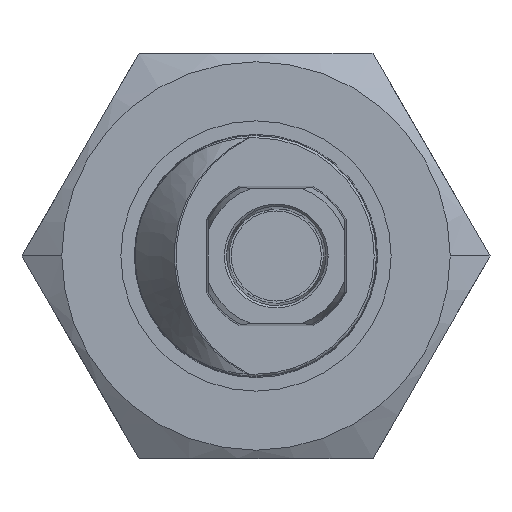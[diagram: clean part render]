
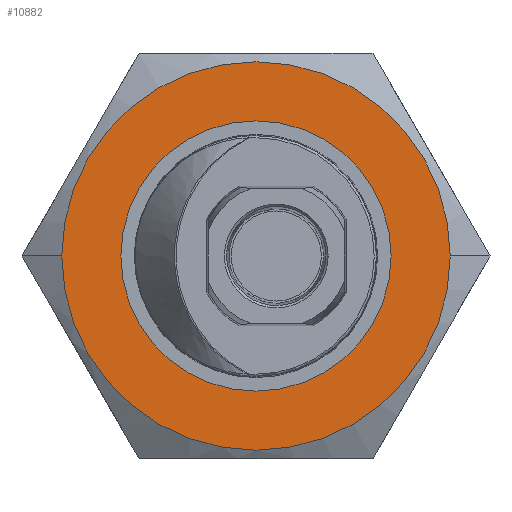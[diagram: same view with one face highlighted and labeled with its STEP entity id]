
A CAD part, front view. The second image highlights one B-rep face of the part: STEP entity #10882.
In plain terms, the highlighted planar face has unit normal (0, -1, 0).
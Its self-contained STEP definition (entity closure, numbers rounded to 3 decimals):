
#1083=CARTESIAN_POINT('',(-13.329,43.65,-11.108));
#1084=DIRECTION('',(0.,1.,0.));
#1085=DIRECTION('',(-1.,0.,0.));
#1086=AXIS2_PLACEMENT_3D('',#1083,#1084,#1085);
#1115=CARTESIAN_POINT('',(-13.329,43.65,-11.108));
#1116=DIRECTION('',(0.,1.,0.));
#1117=DIRECTION('',(1.,0.,0.));
#1118=AXIS2_PLACEMENT_3D('',#1115,#1116,#1117);
#1396=CARTESIAN_POINT('',(-13.329,43.65,-11.108));
#1397=DIRECTION('',(0.,1.,0.));
#1398=DIRECTION('',(-1.,0.,0.));
#1399=AXIS2_PLACEMENT_3D('',#1396,#1397,#1398);
#1401=CARTESIAN_POINT('',(-13.329,43.65,-11.108));
#1402=DIRECTION('',(0.,1.,0.));
#1403=DIRECTION('',(1.,0.,0.));
#1404=AXIS2_PLACEMENT_3D('',#1401,#1402,#1403);
#9146=CARTESIAN_POINT('',(-21.954,43.65,-11.108));
#9147=VERTEX_POINT('',#9146);
#9148=CARTESIAN_POINT('',(-4.704,43.65,-11.108));
#9149=VERTEX_POINT('',#9148);
#9154=CARTESIAN_POINT('',(-19.329,43.65,-11.108));
#9155=CARTESIAN_POINT('',(-7.329,43.65,-11.108));
#9156=VERTEX_POINT('',#9154);
#9157=VERTEX_POINT('',#9155);
#10869=CARTESIAN_POINT('',(-8.133,43.65,-2.108));
#10870=DIRECTION('',(0.,1.,0.));
#10871=DIRECTION('',(1.,0.,0.));
#10872=AXIS2_PLACEMENT_3D('',#10869,#10870,#10871);
#10873=PLANE('',#10872);
#10874=ORIENTED_EDGE('',*,*,#10849,.T.);
#10875=ORIENTED_EDGE('',*,*,#10859,.T.);
#10876=EDGE_LOOP('',(#10874,#10875));
#10877=FACE_OUTER_BOUND('',#10876,.F.);
#10878=ORIENTED_EDGE('',*,*,#10178,.F.);
#10879=ORIENTED_EDGE('',*,*,#10220,.F.);
#10880=EDGE_LOOP('',(#10878,#10879));
#10881=FACE_BOUND('',#10880,.F.);
#10882=ADVANCED_FACE('',(#10877,#10881),#10873,.F.);
#1087=CIRCLE('',#1086,6.);
#1119=CIRCLE('',#1118,6.);
#1400=CIRCLE('',#1399,8.625);
#1405=CIRCLE('',#1404,8.625);
#10178=EDGE_CURVE('',#9156,#9157,#1087,.T.);
#10220=EDGE_CURVE('',#9157,#9156,#1119,.T.);
#10849=EDGE_CURVE('',#9147,#9149,#1400,.T.);
#10859=EDGE_CURVE('',#9149,#9147,#1405,.T.);
